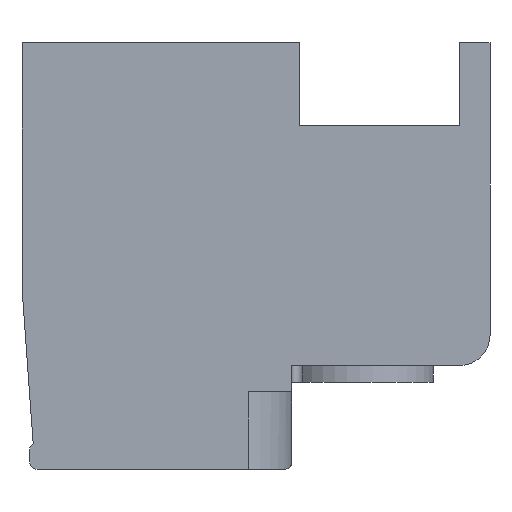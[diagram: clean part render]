
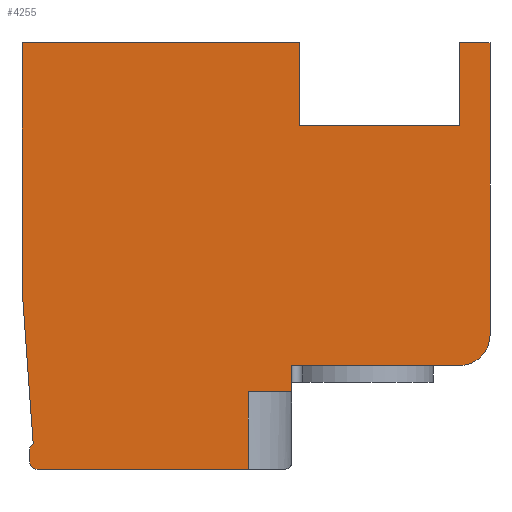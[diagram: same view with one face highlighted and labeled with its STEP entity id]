
A CAD part, front view. The second image highlights one B-rep face of the part: STEP entity #4255.
In plain terms, the highlighted planar face has unit normal (0, -1, 0).
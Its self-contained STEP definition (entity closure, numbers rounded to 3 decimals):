
#1=DIRECTION('',(0.,0.,1.));
#2=VECTOR('',#1,2.05);
#3=CARTESIAN_POINT('',(-0.15,0.,-6.175));
#4=LINE('',#3,#2);
#5=DIRECTION('',(-1.,0.,0.));
#6=VECTOR('',#5,5.6);
#7=CARTESIAN_POINT('',(-0.15,0.,-6.175));
#8=LINE('',#7,#6);
#9=CARTESIAN_POINT('',(-5.75,0.,-5.975));
#10=DIRECTION('',(0.,1.,0.));
#11=DIRECTION('',(0.,0.,-1.));
#12=AXIS2_PLACEMENT_3D('',#9,#10,#11);
#14=DIRECTION('',(0.,0.,1.));
#15=VECTOR('',#14,0.3);
#16=CARTESIAN_POINT('',(-5.95,0.,-5.975));
#17=LINE('',#16,#15);
#18=CARTESIAN_POINT('',(-5.75,0.,-5.675));
#19=DIRECTION('',(0.,1.,0.));
#20=DIRECTION('',(-1.,0.,0.));
#21=AXIS2_PLACEMENT_3D('',#18,#19,#20);
#23=DIRECTION('',(-0.072,0.,0.997));
#24=VECTOR('',#23,4.13);
#25=CARTESIAN_POINT('',(-5.854,0.,-5.504));
#26=LINE('',#25,#24);
#27=DIRECTION('',(0.,0.,1.));
#28=VECTOR('',#27,6.51);
#29=CARTESIAN_POINT('',(-6.15,0.,-1.385));
#30=LINE('',#29,#28);
#31=DIRECTION('',(1.,0.,0.));
#32=VECTOR('',#31,7.35);
#33=CARTESIAN_POINT('',(-6.15,0.,5.125));
#34=LINE('',#33,#32);
#35=DIRECTION('',(0.,0.,-1.));
#36=VECTOR('',#35,2.2);
#37=CARTESIAN_POINT('',(1.2,0.,5.125));
#38=LINE('',#37,#36);
#39=DIRECTION('',(1.,0.,0.));
#40=VECTOR('',#39,4.25);
#41=CARTESIAN_POINT('',(1.2,0.,2.925));
#42=LINE('',#41,#40);
#43=DIRECTION('',(0.,0.,1.));
#44=VECTOR('',#43,2.2);
#45=CARTESIAN_POINT('',(5.45,0.,2.925));
#46=LINE('',#45,#44);
#47=DIRECTION('',(1.,0.,0.));
#48=VECTOR('',#47,0.8);
#49=CARTESIAN_POINT('',(5.45,0.,5.125));
#50=LINE('',#49,#48);
#51=DIRECTION('',(0.,0.,-1.));
#52=VECTOR('',#51,7.75);
#53=CARTESIAN_POINT('',(6.25,0.,5.125));
#54=LINE('',#53,#52);
#55=CARTESIAN_POINT('',(5.45,0.,-2.625));
#56=DIRECTION('',(0.,1.,0.));
#57=DIRECTION('',(1.,0.,0.));
#58=AXIS2_PLACEMENT_3D('',#55,#56,#57);
#60=DIRECTION('',(-1.,0.,0.));
#61=VECTOR('',#60,4.45);
#62=CARTESIAN_POINT('',(5.45,0.,-3.425));
#63=LINE('',#62,#61);
#64=DIRECTION('',(0.,0.,-1.));
#65=VECTOR('',#64,0.7);
#66=CARTESIAN_POINT('',(1.,0.,-3.425));
#67=LINE('',#66,#65);
#68=DIRECTION('',(1.,0.,0.));
#69=VECTOR('',#68,1.15);
#70=CARTESIAN_POINT('',(-0.15,0.,-4.125));
#71=LINE('',#70,#69);
#3266=CARTESIAN_POINT('',(6.25,0.,5.125));
#3267=CARTESIAN_POINT('',(6.25,0.,-2.625));
#3268=VERTEX_POINT('',#3266);
#3269=VERTEX_POINT('',#3267);
#3270=CARTESIAN_POINT('',(5.45,0.,-3.425));
#3271=VERTEX_POINT('',#3270);
#3272=CARTESIAN_POINT('',(1.,0.,-3.425));
#3273=VERTEX_POINT('',#3272);
#3274=CARTESIAN_POINT('',(-5.75,0.,-6.175));
#3275=CARTESIAN_POINT('',(-5.95,0.,-5.975));
#3276=VERTEX_POINT('',#3274);
#3277=VERTEX_POINT('',#3275);
#3278=CARTESIAN_POINT('',(-5.95,0.,-5.675));
#3279=VERTEX_POINT('',#3278);
#3280=CARTESIAN_POINT('',(-5.854,0.,-5.504));
#3281=VERTEX_POINT('',#3280);
#3282=CARTESIAN_POINT('',(-6.15,0.,-1.385));
#3283=VERTEX_POINT('',#3282);
#3284=CARTESIAN_POINT('',(-6.15,0.,5.125));
#3285=VERTEX_POINT('',#3284);
#3286=CARTESIAN_POINT('',(1.2,0.,5.125));
#3287=CARTESIAN_POINT('',(1.2,0.,2.925));
#3288=VERTEX_POINT('',#3286);
#3289=VERTEX_POINT('',#3287);
#3290=CARTESIAN_POINT('',(5.45,0.,2.925));
#3291=VERTEX_POINT('',#3290);
#3292=CARTESIAN_POINT('',(5.45,0.,5.125));
#3293=VERTEX_POINT('',#3292);
#3744=CARTESIAN_POINT('',(-0.15,0.,-6.175));
#3745=CARTESIAN_POINT('',(-0.15,0.,-4.125));
#3746=VERTEX_POINT('',#3744);
#3747=VERTEX_POINT('',#3745);
#3748=CARTESIAN_POINT('',(1.,0.,-4.125));
#3749=VERTEX_POINT('',#3748);
#4214=CARTESIAN_POINT('',(0.,0.,0.));
#4215=DIRECTION('',(0.,1.,0.));
#4216=DIRECTION('',(1.,0.,0.));
#4217=AXIS2_PLACEMENT_3D('',#4214,#4215,#4216);
#4218=PLANE('',#4217);
#4220=ORIENTED_EDGE('',*,*,#4219,.F.);
#4222=ORIENTED_EDGE('',*,*,#4221,.T.);
#4224=ORIENTED_EDGE('',*,*,#4223,.T.);
#4226=ORIENTED_EDGE('',*,*,#4225,.T.);
#4228=ORIENTED_EDGE('',*,*,#4227,.T.);
#4230=ORIENTED_EDGE('',*,*,#4229,.T.);
#4232=ORIENTED_EDGE('',*,*,#4231,.T.);
#4234=ORIENTED_EDGE('',*,*,#4233,.T.);
#4236=ORIENTED_EDGE('',*,*,#4235,.T.);
#4238=ORIENTED_EDGE('',*,*,#4237,.T.);
#4240=ORIENTED_EDGE('',*,*,#4239,.T.);
#4242=ORIENTED_EDGE('',*,*,#4241,.T.);
#4244=ORIENTED_EDGE('',*,*,#4243,.T.);
#4246=ORIENTED_EDGE('',*,*,#4245,.T.);
#4248=ORIENTED_EDGE('',*,*,#4247,.T.);
#4250=ORIENTED_EDGE('',*,*,#4249,.T.);
#4252=ORIENTED_EDGE('',*,*,#4251,.F.);
#4253=EDGE_LOOP('',(#4220,#4222,#4224,#4226,#4228,#4230,#4232,#4234,#4236,#4238,
#4240,#4242,#4244,#4246,#4248,#4250,#4252));
#4254=FACE_OUTER_BOUND('',#4253,.F.);
#4255=ADVANCED_FACE('',(#4254),#4218,.F.);
#13=CIRCLE('',#12,0.2);
#22=CIRCLE('',#21,0.2);
#59=CIRCLE('',#58,0.8);
#4219=EDGE_CURVE('',#3746,#3747,#4,.T.);
#4221=EDGE_CURVE('',#3746,#3276,#8,.T.);
#4223=EDGE_CURVE('',#3276,#3277,#13,.T.);
#4225=EDGE_CURVE('',#3277,#3279,#17,.T.);
#4227=EDGE_CURVE('',#3279,#3281,#22,.T.);
#4229=EDGE_CURVE('',#3281,#3283,#26,.T.);
#4231=EDGE_CURVE('',#3283,#3285,#30,.T.);
#4233=EDGE_CURVE('',#3285,#3288,#34,.T.);
#4235=EDGE_CURVE('',#3288,#3289,#38,.T.);
#4237=EDGE_CURVE('',#3289,#3291,#42,.T.);
#4239=EDGE_CURVE('',#3291,#3293,#46,.T.);
#4241=EDGE_CURVE('',#3293,#3268,#50,.T.);
#4243=EDGE_CURVE('',#3268,#3269,#54,.T.);
#4245=EDGE_CURVE('',#3269,#3271,#59,.T.);
#4247=EDGE_CURVE('',#3271,#3273,#63,.T.);
#4249=EDGE_CURVE('',#3273,#3749,#67,.T.);
#4251=EDGE_CURVE('',#3747,#3749,#71,.T.);
